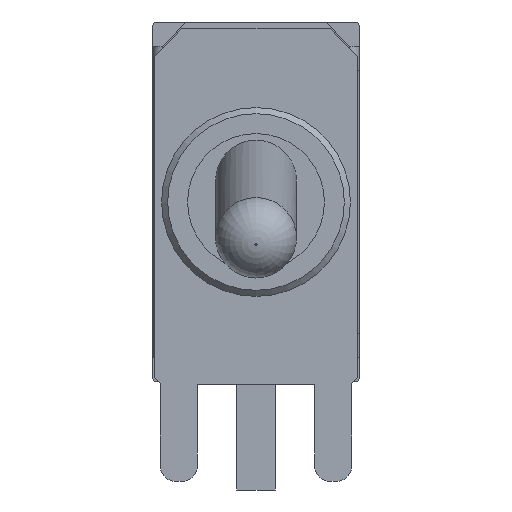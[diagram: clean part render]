
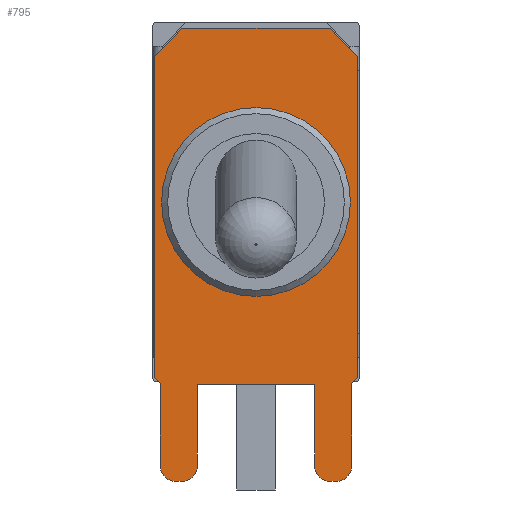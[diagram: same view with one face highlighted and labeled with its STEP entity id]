
A CAD part, left-side view. The second image highlights one B-rep face of the part: STEP entity #795.
In plain terms, the highlighted planar face has unit normal (-1, 0, 0).
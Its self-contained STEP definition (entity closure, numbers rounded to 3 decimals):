
#347=CARTESIAN_POINT('',(-10.522,-3.389,8.003));
#348=VERTEX_POINT('',#347);
#349=CARTESIAN_POINT('',(-10.522,-3.045,8.378));
#350=VERTEX_POINT('',#349);
#351=CARTESIAN_POINT('',(-10.522,-3.389,8.003));
#352=DIRECTION('',(-0.,0.676,0.737));
#353=VECTOR('',#352,0.509);
#354=LINE('',#351,#353);
#355=EDGE_CURVE('',#348,#350,#354,.T.);
#397=CARTESIAN_POINT('',(-10.522,-3.949,7.442));
#398=VERTEX_POINT('',#397);
#405=CARTESIAN_POINT('',(-10.522,-3.949,-3.143));
#406=VERTEX_POINT('',#405);
#407=CARTESIAN_POINT('',(-10.522,-3.949,-3.143));
#408=DIRECTION('',(0.,0.,1.));
#409=VECTOR('',#408,10.585);
#410=LINE('',#407,#409);
#411=EDGE_CURVE('',#406,#398,#410,.T.);
#437=CARTESIAN_POINT('',(-10.522,-3.749,-3.343));
#438=VERTEX_POINT('',#437);
#445=CARTESIAN_POINT('',(-10.522,-3.749,-6.058));
#446=VERTEX_POINT('',#445);
#447=CARTESIAN_POINT('',(-10.522,-3.749,-6.058));
#448=DIRECTION('',(0.,0.,1.));
#449=VECTOR('',#448,2.715);
#450=LINE('',#447,#449);
#451=EDGE_CURVE('',#446,#438,#450,.T.);
#467=CARTESIAN_POINT('',(-10.522,-3.029,-6.558));
#468=VERTEX_POINT('',#467);
#469=CARTESIAN_POINT('',(-10.522,-3.249,-6.558));
#470=VERTEX_POINT('',#469);
#471=CARTESIAN_POINT('',(-10.522,-3.029,-6.558));
#472=DIRECTION('',(0.,-1.,0.));
#473=VECTOR('',#472,0.22);
#474=LINE('',#471,#473);
#475=EDGE_CURVE('',#468,#470,#474,.T.);
#507=CARTESIAN_POINT('',(-10.522,-2.529,-6.058));
#508=VERTEX_POINT('',#507);
#509=CARTESIAN_POINT('',(-10.522,-2.529,-3.358));
#510=VERTEX_POINT('',#509);
#511=CARTESIAN_POINT('',(-10.522,-2.529,-6.058));
#512=DIRECTION('',(0.,0.,1.));
#513=VECTOR('',#512,2.7);
#514=LINE('',#511,#513);
#515=EDGE_CURVE('',#508,#510,#514,.T.);
#669=CARTESIAN_POINT('',(-10.522,-0.599,-3.657));
#670=DIRECTION('',(-1.,0.,0.));
#671=DIRECTION('',(0.,0.,1.));
#672=AXIS2_PLACEMENT_3D('',#669,#670,#671);
#673=PLANE('',#672);
#674=CARTESIAN_POINT('',(-10.522,-3.949,7.442));
#675=DIRECTION('',(0.,0.707,0.707));
#676=VECTOR('',#675,0.793);
#677=LINE('',#674,#676);
#678=EDGE_CURVE('',#398,#348,#677,.T.);
#679=ORIENTED_EDGE('',*,*,#678,.T.);
#680=ORIENTED_EDGE('',*,*,#355,.T.);
#681=CARTESIAN_POINT('',(-10.522,1.846,8.378));
#682=VERTEX_POINT('',#681);
#683=CARTESIAN_POINT('',(-10.522,1.846,8.378));
#684=DIRECTION('',(0.,-1.,0.));
#685=VECTOR('',#684,4.891);
#686=LINE('',#683,#685);
#687=EDGE_CURVE('',#682,#350,#686,.T.);
#688=ORIENTED_EDGE('',*,*,#687,.F.);
#689=CARTESIAN_POINT('',(-10.522,2.19,8.003));
#690=VERTEX_POINT('',#689);
#691=CARTESIAN_POINT('',(-10.522,2.19,8.003));
#692=DIRECTION('',(-0.,-0.676,0.737));
#693=VECTOR('',#692,0.509);
#694=LINE('',#691,#693);
#695=EDGE_CURVE('',#690,#682,#694,.T.);
#696=ORIENTED_EDGE('',*,*,#695,.F.);
#697=CARTESIAN_POINT('',(-10.522,2.751,7.442));
#698=VERTEX_POINT('',#697);
#699=CARTESIAN_POINT('',(-10.522,2.19,8.003));
#700=DIRECTION('',(0.,0.707,-0.707));
#701=VECTOR('',#700,0.793);
#702=LINE('',#699,#701);
#703=EDGE_CURVE('',#690,#698,#702,.T.);
#704=ORIENTED_EDGE('',*,*,#703,.T.);
#705=CARTESIAN_POINT('',(-10.522,2.751,-3.143));
#706=VERTEX_POINT('',#705);
#707=CARTESIAN_POINT('',(-10.522,2.751,-3.143));
#708=DIRECTION('',(0.,-0.,1.));
#709=VECTOR('',#708,10.585);
#710=LINE('',#707,#709);
#711=EDGE_CURVE('',#706,#698,#710,.T.);
#712=ORIENTED_EDGE('',*,*,#711,.F.);
#713=CARTESIAN_POINT('',(-10.522,2.551,-3.343));
#714=VERTEX_POINT('',#713);
#715=CARTESIAN_POINT('',(-10.522,2.751,-3.143));
#716=DIRECTION('',(-0.,-0.707,-0.707));
#717=VECTOR('',#716,0.283);
#718=LINE('',#715,#717);
#719=EDGE_CURVE('',#706,#714,#718,.T.);
#720=ORIENTED_EDGE('',*,*,#719,.T.);
#721=CARTESIAN_POINT('',(-10.522,2.551,-6.058));
#722=VERTEX_POINT('',#721);
#723=CARTESIAN_POINT('',(-10.522,2.551,-6.058));
#724=DIRECTION('',(0.,0.,1.));
#725=VECTOR('',#724,2.715);
#726=LINE('',#723,#725);
#727=EDGE_CURVE('',#722,#714,#726,.T.);
#728=ORIENTED_EDGE('',*,*,#727,.F.);
#729=CARTESIAN_POINT('',(-10.522,2.051,-6.558));
#730=VERTEX_POINT('',#729);
#731=CARTESIAN_POINT('',(-10.522,2.051,-6.058));
#732=DIRECTION('',(-1.,0.,0.));
#733=DIRECTION('',(0.,0.,1.));
#734=AXIS2_PLACEMENT_3D('',#731,#732,#733);
#735=CIRCLE('',#734,0.5);
#736=EDGE_CURVE('',#722,#730,#735,.T.);
#737=ORIENTED_EDGE('',*,*,#736,.T.);
#738=CARTESIAN_POINT('',(-10.522,1.831,-6.558));
#739=VERTEX_POINT('',#738);
#740=CARTESIAN_POINT('',(-10.522,1.831,-6.558));
#741=DIRECTION('',(0.,1.,0.));
#742=VECTOR('',#741,0.22);
#743=LINE('',#740,#742);
#744=EDGE_CURVE('',#739,#730,#743,.T.);
#745=ORIENTED_EDGE('',*,*,#744,.F.);
#746=CARTESIAN_POINT('',(-10.522,1.331,-6.058));
#747=VERTEX_POINT('',#746);
#748=CARTESIAN_POINT('',(-10.522,1.831,-6.058));
#749=DIRECTION('',(-1.,0.,0.));
#750=DIRECTION('',(0.,0.,1.));
#751=AXIS2_PLACEMENT_3D('',#748,#749,#750);
#752=CIRCLE('',#751,0.5);
#753=EDGE_CURVE('',#739,#747,#752,.T.);
#754=ORIENTED_EDGE('',*,*,#753,.T.);
#755=CARTESIAN_POINT('',(-10.522,1.331,-3.358));
#756=VERTEX_POINT('',#755);
#757=CARTESIAN_POINT('',(-10.522,1.331,-6.058));
#758=DIRECTION('',(0.,0.,1.));
#759=VECTOR('',#758,2.7);
#760=LINE('',#757,#759);
#761=EDGE_CURVE('',#747,#756,#760,.T.);
#762=ORIENTED_EDGE('',*,*,#761,.T.);
#763=CARTESIAN_POINT('',(-10.522,-2.529,-3.358));
#764=DIRECTION('',(0.,1.,0.));
#765=VECTOR('',#764,3.86);
#766=LINE('',#763,#765);
#767=EDGE_CURVE('',#510,#756,#766,.T.);
#768=ORIENTED_EDGE('',*,*,#767,.F.);
#769=ORIENTED_EDGE('',*,*,#515,.F.);
#770=CARTESIAN_POINT('',(-10.522,-3.029,-6.058));
#771=DIRECTION('',(1.,0.,-0.));
#772=DIRECTION('',(0.,0.,1.));
#773=AXIS2_PLACEMENT_3D('',#770,#771,#772);
#774=CIRCLE('',#773,0.5);
#775=EDGE_CURVE('',#468,#508,#774,.T.);
#776=ORIENTED_EDGE('',*,*,#775,.F.);
#777=ORIENTED_EDGE('',*,*,#475,.T.);
#778=CARTESIAN_POINT('',(-10.522,-3.249,-6.058));
#779=DIRECTION('',(1.,0.,-0.));
#780=DIRECTION('',(0.,0.,1.));
#781=AXIS2_PLACEMENT_3D('',#778,#779,#780);
#782=CIRCLE('',#781,0.5);
#783=EDGE_CURVE('',#446,#470,#782,.T.);
#784=ORIENTED_EDGE('',*,*,#783,.F.);
#785=ORIENTED_EDGE('',*,*,#451,.T.);
#786=CARTESIAN_POINT('',(-10.522,-3.949,-3.143));
#787=DIRECTION('',(-0.,0.707,-0.707));
#788=VECTOR('',#787,0.283);
#789=LINE('',#786,#788);
#790=EDGE_CURVE('',#406,#438,#789,.T.);
#791=ORIENTED_EDGE('',*,*,#790,.F.);
#792=ORIENTED_EDGE('',*,*,#411,.T.);
#793=EDGE_LOOP('',(#679,#680,#688,#696,#704,#712,#720,#728,#737,#745,#754,#762,#768,#769,#776,#777,#784,#785,#791,#792));
#794=FACE_BOUND('',#793,.T.);
#795=ADVANCED_FACE('',(#794),#673,.T.);
